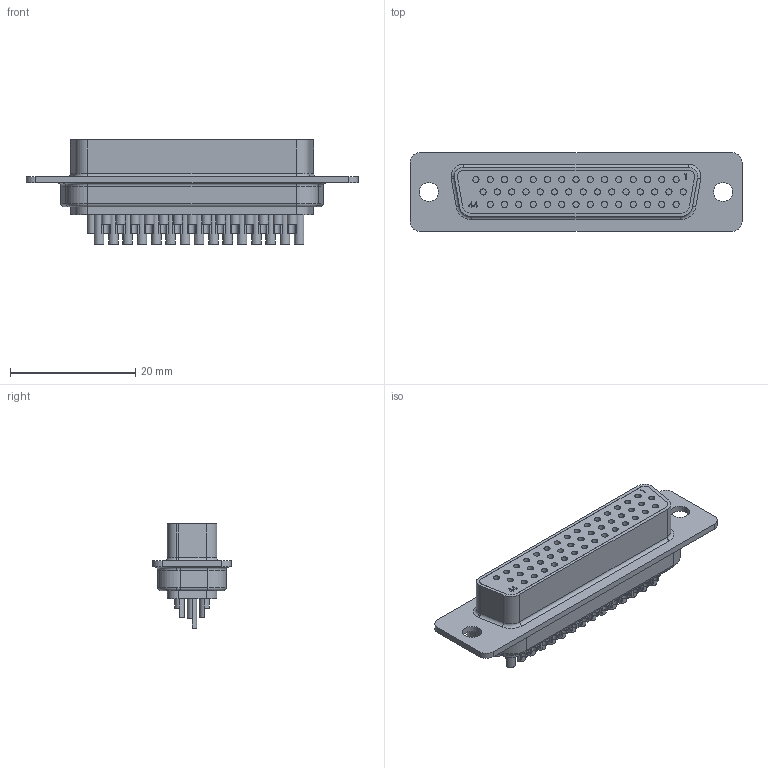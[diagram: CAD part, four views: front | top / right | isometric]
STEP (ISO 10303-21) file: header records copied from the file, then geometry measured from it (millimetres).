
FILE_DESCRIPTION (( 'STEP AP214' ), '1' );
FILE_NAME ('SDH44S.STEP', '2007-11-30T19:17:21', ( ' ' ), ( ' ' ), 'SwSTEP 2.0', 'SolidWorks 2007', '' );
FILE_SCHEMA (( 'AUTOMOTIVE_DESIGN' ));
Length unit declared in the file: inch
Products named in the file (1): SDH44S
Bounding box: 53.09 x 12.55 x 16.69 mm (x, y, z)
Volume: 4384.3 mm3; surface area: 4312.6 mm2
Topology: 1 solids, 1 shells, 655 faces, 1459 edges, 903 vertices
Faces by surface type: plane 327, cylinder 308, torus 20
Entity records: 25627 total; most frequent: DIRECTION 3414, CARTESIAN_POINT 3018, ORIENTED_EDGE 2918, EDGE_CURVE 1459, AXIS2_PLACEMENT_3D 1299, VERTEX_POINT 903, VECTOR 816, LINE 816
